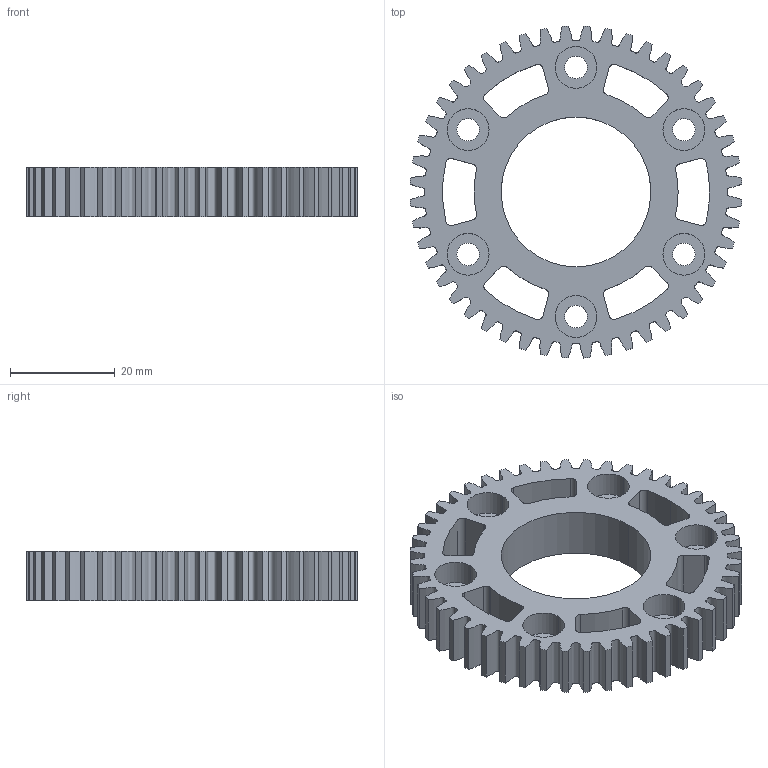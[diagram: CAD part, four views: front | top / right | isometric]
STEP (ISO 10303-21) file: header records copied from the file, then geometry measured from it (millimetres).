
FILE_DESCRIPTION (( 'STEP AP203' ), '1' );
FILE_NAME ('48.Bearing.VP.STEP', '2014-06-21T23:08:05', ( '' ), ( '' ), 'SwSTEP 2.0', 'SolidWorks 2013', '' );
FILE_SCHEMA (( 'CONFIG_CONTROL_DESIGN' ));
Length unit declared in the file: inch
Products named in the file (1): 48.Bearing.VP
Bounding box: 63.43 x 63.43 x 9.53 mm (x, y, z)
Volume: 16544.3 mm3; surface area: 11100.4 mm2
Topology: 1 solids, 1 shells, 186 faces, 534 edges, 356 vertices
Faces by surface type: cylinder 118, bspline 48, plane 20
Entity records: 20629 total; most frequent: CARTESIAN_POINT 15717, ORIENTED_EDGE 1068, DIRECTION 952, EDGE_CURVE 534, AXIS2_PLACEMENT_3D 375, VERTEX_POINT 356, CIRCLE 236, EDGE_LOOP 218
